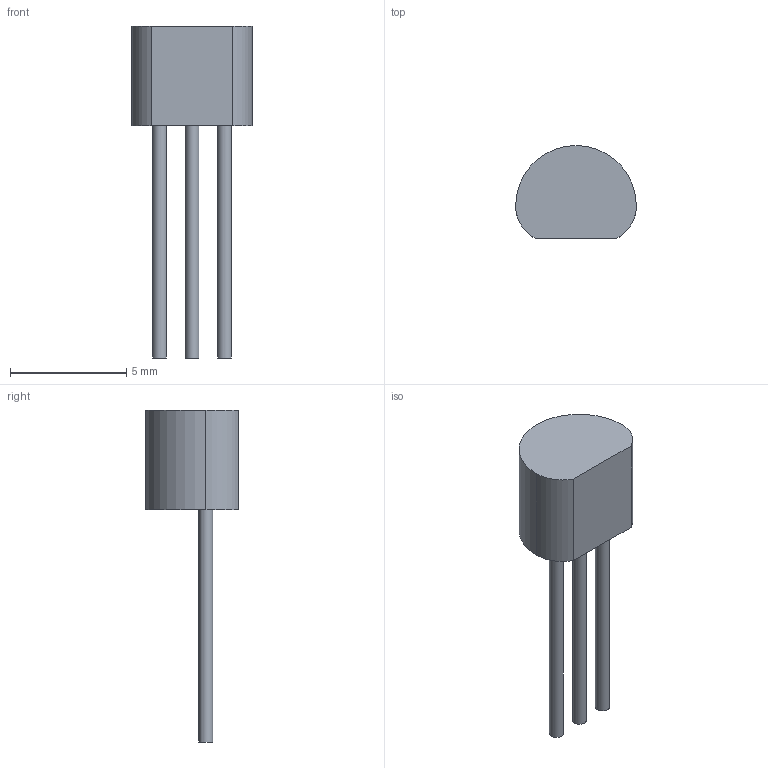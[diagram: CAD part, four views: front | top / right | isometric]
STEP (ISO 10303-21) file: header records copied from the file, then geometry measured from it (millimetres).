
FILE_DESCRIPTION(('FreeCAD Model'),'2;1');
FILE_NAME('Open CASCADE Shape Model','2022-03-08T18:15:22',('Author'),( ''),'Open CASCADE STEP processor 7.5','FreeCAD','Unknown');
FILE_SCHEMA(('AUTOMOTIVE_DESIGN { 1 0 10303 214 1 1 1 1 }'));
Length unit declared in the file: millimetre
Products named in the file (1): TO-92
Bounding box: 5.2 x 4 x 14.3 mm (x, y, z)
Volume: 82.5 mm3; surface area: 156 mm2
Topology: 1 solids, 1 shells, 12 faces, 21 edges, 14 vertices
Faces by surface type: cylinder 6, plane 6
Full cylindrical faces by diameter (mm): 0.6 x3
Entity records: 635 total; most frequent: DIRECTION 101, CARTESIAN_POINT 90, ORIENTED_EDGE 42, PCURVE 42, DEFINITIONAL_REPRESENTATION 42, LINE 39, VECTOR 39, AXIS2_PLACEMENT_3D 25
